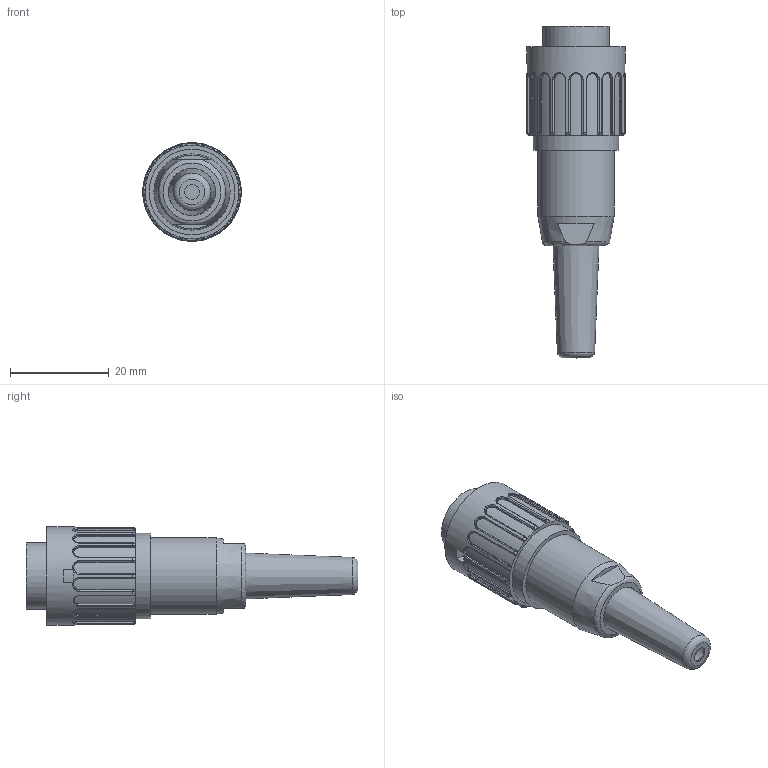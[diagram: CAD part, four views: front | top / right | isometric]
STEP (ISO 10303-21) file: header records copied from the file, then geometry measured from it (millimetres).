
FILE_DESCRIPTION(/* description */ (''),/* implementation_level */ '2;1');
FILE_NAME(/* name */ 't 3274 551 unxc001-01.stp',/* time_stamp */ '2019-07-08T15:31:35+02:00',/* author */ (''),/* organization */ (''),/* preprocessor_version */ 'ST-DEVELOPER v16.7',/* originating_system */ 'SIEMENS PLM Software NX 12.0',/* authorisation */ '');
FILE_SCHEMA (('AUTOMOTIVE_DESIGN { 1 0 10303 214 3 1 1 1 }'));
Length unit declared in the file: millimetre
Products named in the file (1): t 3274 551 unxc001-01
Bounding box: 20 x 67.4 x 20 mm (x, y, z)
Volume: 9971.6 mm3; surface area: 4765.2 mm2
Topology: 1 solids, 1 shells, 333 faces, 867 edges, 542 vertices
Faces by surface type: cylinder 117, plane 114, bspline 96, cone 6
Full cylindrical faces by diameter (mm): 3 x1, 9.6 x1, 13.5 x1, 13.9 x1, 15.5 x1, 17.1 x1, 17.4 x1, 20 x1
Entity records: 12606 total; most frequent: CARTESIAN_POINT 5286, ORIENTED_EDGE 1690, DIRECTION 1296, EDGE_CURVE 845, VERTEX_POINT 536, AXIS2_PLACEMENT_3D 499, EDGE_LOOP 359, ADVANCED_FACE 333
